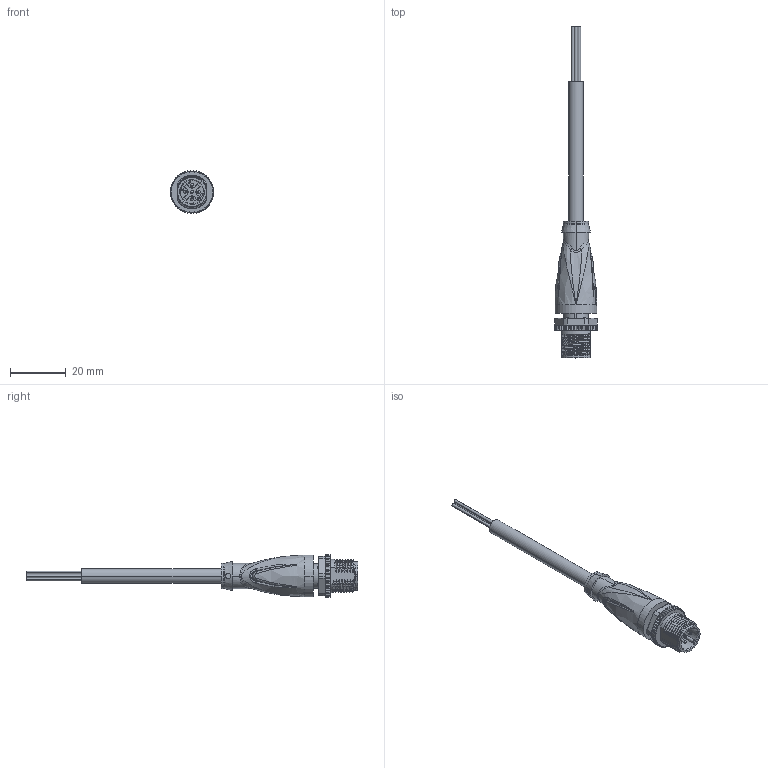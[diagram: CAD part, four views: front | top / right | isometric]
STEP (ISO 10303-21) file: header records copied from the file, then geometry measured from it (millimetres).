
FILE_DESCRIPTION(('STEP AP214'),'1');
FILE_NAME('cctmp_27ECC094-D198-45D3-902D-2D4FED86A11F_2022_04_27_10_46_52_0836..stp','2022-04-27T08:46:57',('KiM GmbH'),('CADClick - www.CADClick.com'),'Spatial InterOp 3D postprocessed',' ','unknown authorization');
FILE_SCHEMA(('AUTOMOTIVE_DESIGN'));
Length unit declared in the file: millimetre
Products named in the file (7): T197825_1; Connection2; Cable; Connection1; Connection1_2; Connection1_1; T197825
Assembly tree (6 placements, depth 4):
  T197825
    T197825_1
      Connection2
      Cable
      Connection1
        Connection1_2
        Connection1_1
Bounding box: 15.4 x 119.1 x 15.37 mm (x, y, z)
Volume: 6726.6 mm3; surface area: 5530.7 mm2
Topology: 9 solids, 9 shells, 1165 faces, 3051 edges, 1926 vertices
Faces by surface type: plane 499, cylinder 280, torus 161, bspline 141, cone 70, sphere 10, extrusion 4
Entity records: 52957 total; most frequent: CARTESIAN_POINT 21571, ORIENTED_EDGE 6060, DIRECTION 5457, EDGE_CURVE 3030, AXIS2_PLACEMENT_3D 1979, VERTEX_POINT 1926, VECTOR 1499, LINE 1495
